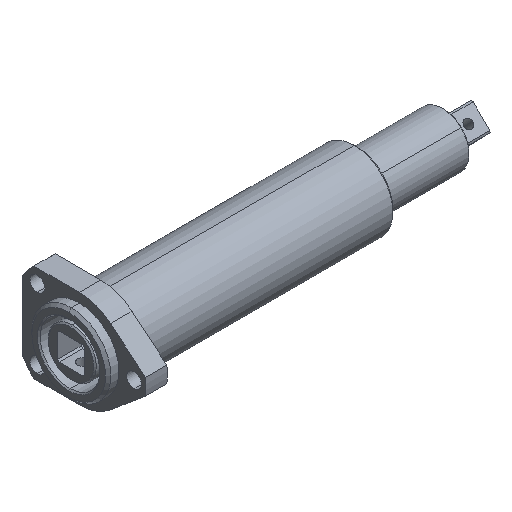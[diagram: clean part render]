
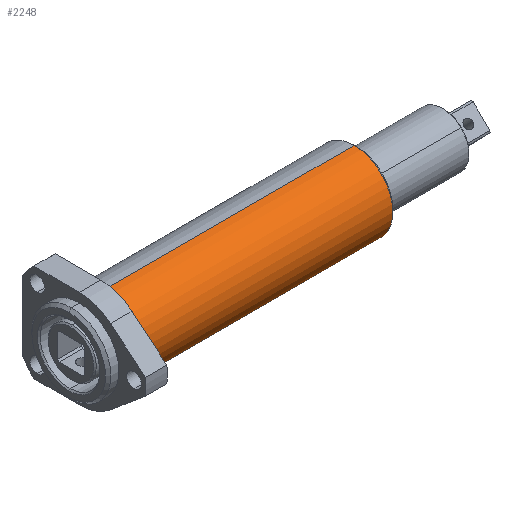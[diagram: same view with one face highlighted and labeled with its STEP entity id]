
A CAD part, isometric view. The second image highlights one B-rep face of the part: STEP entity #2248.
In plain terms, the highlighted cylindrical face has radius 23.019 mm (diameter 46.038 mm), a partial arc.
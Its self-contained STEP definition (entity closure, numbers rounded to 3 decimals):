
#149 = AXIS2_PLACEMENT_3D ( 'NONE', #3492, #1332, #3852 ) ;
#276 = VERTEX_POINT ( 'NONE', #613 ) ;
#342 = EDGE_CURVE ( 'NONE', #276, #2931, #3453, .T. ) ;
#613 = CARTESIAN_POINT ( 'NONE',  ( 14.224, 0., -23.019 ) ) ;
#624 = CARTESIAN_POINT ( 'NONE',  ( 12.7, 0., -23.019 ) ) ;
#928 = EDGE_CURVE ( 'NONE', #2821, #1936, #3536, .T. ) ;
#950 = ORIENTED_EDGE ( 'NONE', *, *, #928, .F. ) ;
#1092 = CIRCLE ( 'NONE', #3972, 23.019 ) ;
#1117 = DIRECTION ( 'NONE',  ( -1., 0., 0. ) ) ;
#1124 = CARTESIAN_POINT ( 'NONE',  ( 163.513, 0., 23.019 ) ) ;
#1332 = DIRECTION ( 'NONE',  ( 1., 0., 0. ) ) ;
#1507 = EDGE_CURVE ( 'NONE', #2821, #276, #2351, .T. ) ;
#1844 = ORIENTED_EDGE ( 'NONE', *, *, #1507, .T. ) ;
#1904 = CARTESIAN_POINT ( 'NONE',  ( 12.7, 0., 23.019 ) ) ;
#1936 = VERTEX_POINT ( 'NONE', #1124 ) ;
#2085 = VECTOR ( 'NONE', #2250, 1000. ) ;
#2248 = ADVANCED_FACE ( 'NONE', ( #4615 ), #4509, .T. ) ;
#2250 = DIRECTION ( 'NONE',  ( 1., 0., 0. ) ) ;
#2351 = CIRCLE ( 'NONE', #149, 23.019 ) ;
#2390 = CARTESIAN_POINT ( 'NONE',  ( 163.513, 0., -23.019 ) ) ;
#2440 = DIRECTION ( 'NONE',  ( 1., 0., 0. ) ) ;
#2492 = VECTOR ( 'NONE', #2440, 1000. ) ;
#2584 = CARTESIAN_POINT ( 'NONE',  ( 12.7, 0., 0. ) ) ;
#2618 = EDGE_CURVE ( 'NONE', #2931, #1936, #1092, .T. ) ;
#2821 = VERTEX_POINT ( 'NONE', #4481 ) ;
#2927 = DIRECTION ( 'NONE',  ( 0., 0., -1. ) ) ;
#2931 = VERTEX_POINT ( 'NONE', #2390 ) ;
#3269 = CARTESIAN_POINT ( 'NONE',  ( 163.513, 0., 0. ) ) ;
#3303 = DIRECTION ( 'NONE',  ( 1., 0., 0. ) ) ;
#3453 = LINE ( 'NONE', #624, #2492 ) ;
#3492 = CARTESIAN_POINT ( 'NONE',  ( 14.224, 0., 0. ) ) ;
#3493 = ORIENTED_EDGE ( 'NONE', *, *, #342, .T. ) ;
#3536 = LINE ( 'NONE', #1904, #2085 ) ;
#3629 = DIRECTION ( 'NONE',  ( 0., 0., -1. ) ) ;
#3852 = DIRECTION ( 'NONE',  ( 0., 0., -1. ) ) ;
#3972 = AXIS2_PLACEMENT_3D ( 'NONE', #3269, #1117, #3629 ) ;
#4032 = EDGE_LOOP ( 'NONE', ( #950, #1844, #3493, #4548 ) ) ;
#4481 = CARTESIAN_POINT ( 'NONE',  ( 14.224, 0., 23.019 ) ) ;
#4509 = CYLINDRICAL_SURFACE ( 'NONE', #4553, 23.019 ) ;
#4548 = ORIENTED_EDGE ( 'NONE', *, *, #2618, .T. ) ;
#4553 = AXIS2_PLACEMENT_3D ( 'NONE', #2584, #3303, #2927 ) ;
#4615 = FACE_OUTER_BOUND ( 'NONE', #4032, .T. ) ;
